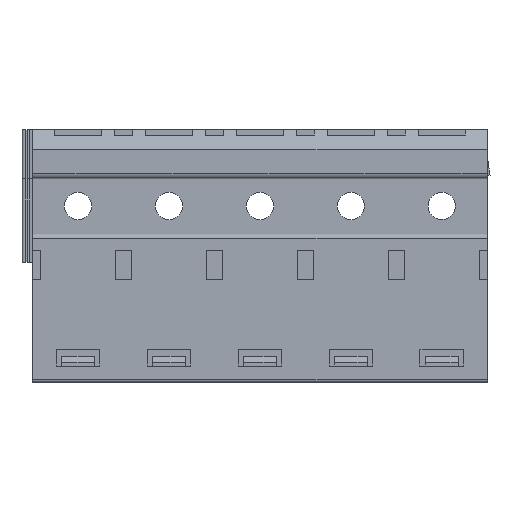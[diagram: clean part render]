
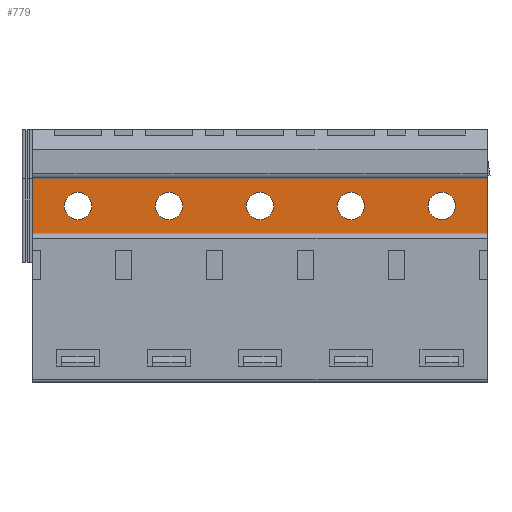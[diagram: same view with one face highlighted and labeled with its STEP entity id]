
A CAD part, front view. The second image highlights one B-rep face of the part: STEP entity #779.
In plain terms, the highlighted planar face has unit normal (0, -1, 0).
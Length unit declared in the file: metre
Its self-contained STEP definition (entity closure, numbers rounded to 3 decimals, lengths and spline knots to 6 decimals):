
#779=ADVANCED_FACE('',(#2053,#2054,#2055,#2056,#2057,#2058),#2059,.T.);
#2053=FACE_OUTER_BOUND('',#3851,.T.);
#2054=FACE_BOUND('',#3852,.T.);
#2055=FACE_BOUND('',#3853,.T.);
#2056=FACE_BOUND('',#3854,.T.);
#2057=FACE_BOUND('',#3855,.T.);
#2058=FACE_BOUND('',#3856,.T.);
#2059=PLANE('',#3857);
#3851=EDGE_LOOP('',(#6524,#6525,#6526,#6527,#6528));
#3852=EDGE_LOOP('',(#6529));
#3853=EDGE_LOOP('',(#6530));
#3854=EDGE_LOOP('',(#6531));
#3855=EDGE_LOOP('',(#6532));
#3856=EDGE_LOOP('',(#6533));
#3857=AXIS2_PLACEMENT_3D('',#6534,#6535,#6536);
#6524=ORIENTED_EDGE('',*,*,#11111,.T.);
#6525=ORIENTED_EDGE('',*,*,#11112,.F.);
#6526=ORIENTED_EDGE('',*,*,#11113,.T.);
#6527=ORIENTED_EDGE('',*,*,#10760,.T.);
#6528=ORIENTED_EDGE('',*,*,#11114,.T.);
#6529=ORIENTED_EDGE('',*,*,#10489,.F.);
#6530=ORIENTED_EDGE('',*,*,#11115,.F.);
#6531=ORIENTED_EDGE('',*,*,#11116,.F.);
#6532=ORIENTED_EDGE('',*,*,#11117,.F.);
#6533=ORIENTED_EDGE('',*,*,#11118,.F.);
#6534=CARTESIAN_POINT('',(14.200107,11.733671,-0.118508));
#6535=DIRECTION('',(0.,-1.0,0.));
#6536=DIRECTION('',(0.0,0.,-1.0));
#10489=EDGE_CURVE('',#12569,#12569,#12570,.T.);
#10760=EDGE_CURVE('',#13004,#13005,#13006,.T.);
#11111=EDGE_CURVE('',#13634,#13635,#13636,.T.);
#11112=EDGE_CURVE('',#13637,#13635,#13638,.T.);
#11113=EDGE_CURVE('',#13637,#13004,#13639,.T.);
#11114=EDGE_CURVE('',#13005,#13634,#13640,.T.);
#11115=EDGE_CURVE('',#13641,#13641,#13642,.T.);
#11116=EDGE_CURVE('',#13643,#13643,#13644,.T.);
#11117=EDGE_CURVE('',#13645,#13645,#13646,.T.);
#11118=EDGE_CURVE('',#13647,#13647,#13648,.T.);
#12569=VERTEX_POINT('',#15663);
#12570=CIRCLE('',#15664,0.00075);
#13004=VERTEX_POINT('',#16282);
#13005=VERTEX_POINT('',#16283);
#13006=LINE('',#16284,#16285);
#13634=VERTEX_POINT('',#17207);
#13635=VERTEX_POINT('',#17208);
#13636=LINE('',#17209,#17210);
#13637=VERTEX_POINT('',#17211);
#13638=LINE('',#17212,#17213);
#13639=LINE('',#17214,#17215);
#13640=LINE('',#17216,#17217);
#13641=VERTEX_POINT('',#17218);
#13642=CIRCLE('',#17219,0.00075);
#13643=VERTEX_POINT('',#17220);
#13644=CIRCLE('',#17221,0.00075);
#13645=VERTEX_POINT('',#17222);
#13646=CIRCLE('',#17223,0.00075);
#13647=VERTEX_POINT('',#17224);
#13648=CIRCLE('',#17225,0.00075);
#15663=CARTESIAN_POINT('',(14.193357,11.733671,-0.117008));
#15664=AXIS2_PLACEMENT_3D('',#19912,#19913,#19914);
#16282=CARTESIAN_POINT('',(14.214487,11.733671,-0.115508));
#16283=CARTESIAN_POINT('',(14.190107,11.733671,-0.115508));
#16284=CARTESIAN_POINT('',(14.200107,11.733671,-0.115508));
#16285=VECTOR('',#20182,1.0);
#17207=CARTESIAN_POINT('',(14.190107,11.733671,-0.118508));
#17208=CARTESIAN_POINT('',(14.215107,11.733671,-0.118508));
#17209=CARTESIAN_POINT('',(14.200107,11.733671,-0.118508));
#17210=VECTOR('',#20588,1.0);
#17211=CARTESIAN_POINT('',(14.215107,11.733671,-0.115508));
#17212=CARTESIAN_POINT('',(14.215107,11.733671,-0.118508));
#17213=VECTOR('',#20589,1.0);
#17214=CARTESIAN_POINT('',(14.200107,11.733671,-0.115508));
#17215=VECTOR('',#20590,1.0);
#17216=CARTESIAN_POINT('',(14.190107,11.733671,-0.118508));
#17217=VECTOR('',#20591,1.0);
#17218=CARTESIAN_POINT('',(14.198357,11.733671,-0.117008));
#17219=AXIS2_PLACEMENT_3D('',#20592,#20593,#20594);
#17220=CARTESIAN_POINT('',(14.203357,11.733671,-0.117008));
#17221=AXIS2_PLACEMENT_3D('',#20595,#20596,#20597);
#17222=CARTESIAN_POINT('',(14.213357,11.733671,-0.117008));
#17223=AXIS2_PLACEMENT_3D('',#20598,#20599,#20600);
#17224=CARTESIAN_POINT('',(14.208357,11.733671,-0.117008));
#17225=AXIS2_PLACEMENT_3D('',#20601,#20602,#20603);
#19912=CARTESIAN_POINT('',(14.192607,11.733671,-0.117008));
#19913=DIRECTION('',(0.,-1.0,0.));
#19914=DIRECTION('',(1.0,0.,0.0));
#20182=DIRECTION('',(-1.0,0.,0.));
#20588=DIRECTION('',(1.0,0.,0.));
#20589=DIRECTION('',(0.,0.,-1.0));
#20590=DIRECTION('',(-1.0,0.,0.));
#20591=DIRECTION('',(0.,0.,-1.0));
#20592=CARTESIAN_POINT('',(14.197607,11.733671,-0.117008));
#20593=DIRECTION('',(0.,-1.0,0.));
#20594=DIRECTION('',(1.0,0.,0.0));
#20595=CARTESIAN_POINT('',(14.202607,11.733671,-0.117008));
#20596=DIRECTION('',(0.,-1.0,0.));
#20597=DIRECTION('',(1.0,0.,0.0));
#20598=CARTESIAN_POINT('',(14.212607,11.733671,-0.117008));
#20599=DIRECTION('',(0.,-1.0,0.));
#20600=DIRECTION('',(1.0,0.,0.0));
#20601=CARTESIAN_POINT('',(14.207607,11.733671,-0.117008));
#20602=DIRECTION('',(0.,-1.0,0.));
#20603=DIRECTION('',(1.0,0.,0.0));
